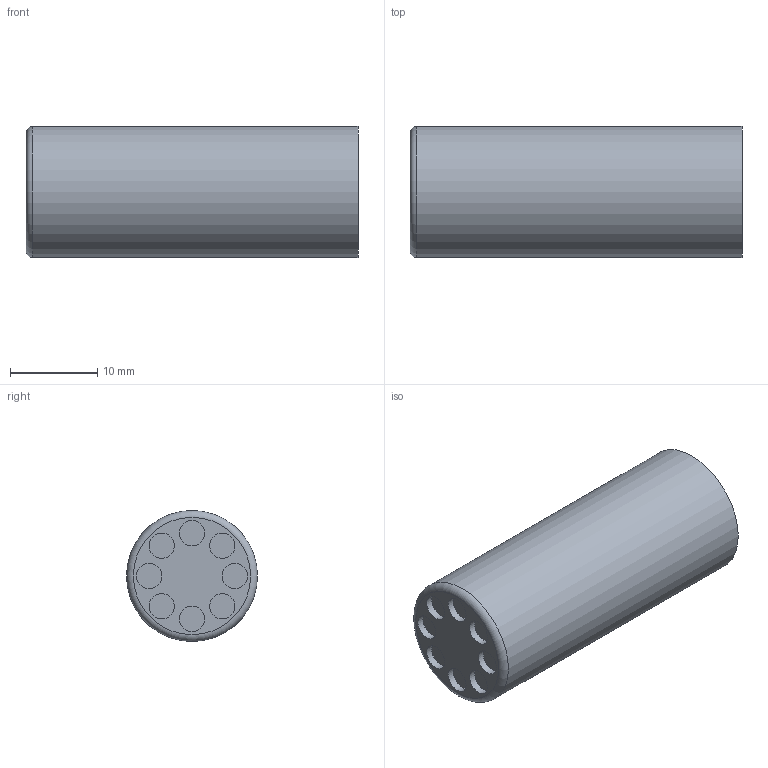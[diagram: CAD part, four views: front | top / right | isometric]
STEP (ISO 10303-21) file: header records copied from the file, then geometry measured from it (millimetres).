
FILE_DESCRIPTION(/* description */ (''),/* implementation_level */ '2;1');
FILE_NAME(/* name */ 'VY1031K50000YY_STEP.stp',/* time_stamp */ '2017-12-07T17:28:25+01:00',/* author */ ('graß'),/* organization */ (''),/* preprocessor_version */ 'ST-DEVELOPER v15.2',/* originating_system */ 'Autodesk Inventor 2014',/* authorisation */ '');
FILE_SCHEMA (('AUTOMOTIVE_DESIGN { 1 0 10303 214 3 1 1 }'));
Length unit declared in the file: millimetre
Products named in the file (1): Bauteil
Bounding box: 38 x 15 x 15 mm (x, y, z)
Volume: 6656 mm3; surface area: 2200.6 mm2
Topology: 1 solids, 1 shells, 36 faces, 54 edges, 36 vertices
Faces by surface type: plane 18, cylinder 17, torus 1
Full cylindrical faces by diameter (mm): 2.9 x16, 15 x1
Entity records: 765 total; most frequent: DIRECTION 144, CARTESIAN_POINT 107, AXIS2_PLACEMENT_3D 72, EDGE_LOOP 70, ORIENTED_EDGE 70, FACE_BOUND 36, ADVANCED_FACE 36, CIRCLE 35
